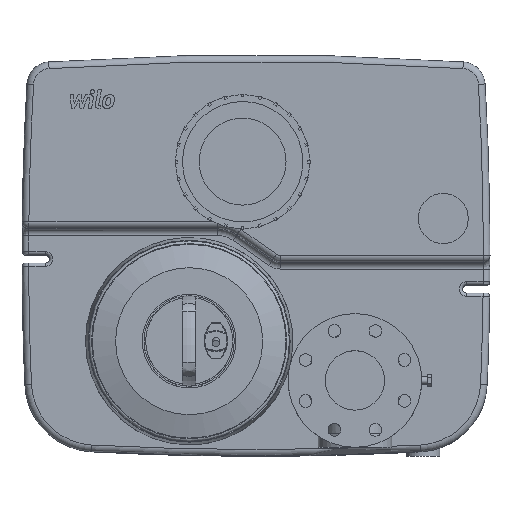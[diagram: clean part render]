
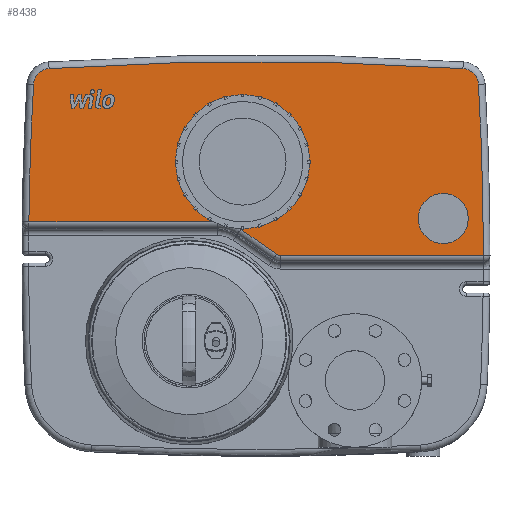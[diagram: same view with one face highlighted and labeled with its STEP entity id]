
A CAD part, top view. The second image highlights one B-rep face of the part: STEP entity #8438.
In plain terms, the highlighted planar face has unit normal (0, 0, 1).
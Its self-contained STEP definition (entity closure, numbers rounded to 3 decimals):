
#803=LINE('',#17209,#1438);
#805=LINE('',#17230,#1440);
#808=LINE('',#17254,#1443);
#1438=VECTOR('',#11584,10.);
#1440=VECTOR('',#11612,10.);
#1443=VECTOR('',#11633,10.);
#1763=PLANE('',#9396);
#1859=FACE_BOUND('',#2836,.T.);
#1860=FACE_BOUND('',#2837,.T.);
#2299=FACE_OUTER_BOUND('',#2835,.T.);
#2835=EDGE_LOOP('',(#7398,#7399,#7400,#7401,#7402,#7403,#7404,#7405,#7406,
#7407));
#2836=EDGE_LOOP('',(#7408));
#2837=EDGE_LOOP('',(#7409));
#3455=CIRCLE('',#9359,4490.);
#3459=CIRCLE('',#9366,25.);
#3461=CIRCLE('',#9369,60.);
#3464=CIRCLE('',#9373,4490.);
#3467=CIRCLE('',#9378,25.);
#3469=CIRCLE('',#9380,10.);
#3471=CIRCLE('',#9383,4490.);
#3476=CIRCLE('',#9397,37.5);
#3477=CIRCLE('',#9398,85.);
#4101=VERTEX_POINT('',#17186);
#4103=VERTEX_POINT('',#17191);
#4105=VERTEX_POINT('',#17197);
#4108=VERTEX_POINT('',#17207);
#4109=VERTEX_POINT('',#17212);
#4111=VERTEX_POINT('',#17218);
#4112=VERTEX_POINT('',#17223);
#4114=VERTEX_POINT('',#17228);
#4115=VERTEX_POINT('',#17233);
#4117=VERTEX_POINT('',#17246);
#4126=VERTEX_POINT('',#17285);
#4127=VERTEX_POINT('',#17287);
#5232=EDGE_CURVE('',#4103,#4105,#3455,.T.);
#5236=EDGE_CURVE('',#4108,#4103,#803,.T.);
#5240=EDGE_CURVE('',#4105,#4109,#3459,.T.);
#5242=EDGE_CURVE('',#4111,#4108,#3461,.T.);
#5245=EDGE_CURVE('',#4109,#4112,#3464,.T.);
#5247=EDGE_CURVE('',#4114,#4111,#805,.T.);
#5250=EDGE_CURVE('',#4112,#4115,#3467,.T.);
#5252=EDGE_CURVE('',#4117,#4114,#3469,.T.);
#5254=EDGE_CURVE('',#4115,#4101,#3471,.T.);
#5256=EDGE_CURVE('',#4101,#4117,#808,.T.);
#5271=EDGE_CURVE('',#4126,#4126,#3476,.T.);
#5272=EDGE_CURVE('',#4127,#4127,#3477,.T.);
#7398=ORIENTED_EDGE('',*,*,#5232,.F.);
#7399=ORIENTED_EDGE('',*,*,#5236,.F.);
#7400=ORIENTED_EDGE('',*,*,#5242,.F.);
#7401=ORIENTED_EDGE('',*,*,#5247,.F.);
#7402=ORIENTED_EDGE('',*,*,#5252,.F.);
#7403=ORIENTED_EDGE('',*,*,#5256,.F.);
#7404=ORIENTED_EDGE('',*,*,#5254,.F.);
#7405=ORIENTED_EDGE('',*,*,#5250,.F.);
#7406=ORIENTED_EDGE('',*,*,#5245,.F.);
#7407=ORIENTED_EDGE('',*,*,#5240,.F.);
#7408=ORIENTED_EDGE('',*,*,#5271,.T.);
#7409=ORIENTED_EDGE('',*,*,#5272,.T.);
#8438=ADVANCED_FACE('',(#2299,#1859,#1860),#1763,.T.);
#9359=AXIS2_PLACEMENT_3D('',#17201,#11574,#11575);
#9366=AXIS2_PLACEMENT_3D('',#17215,#11592,#11593);
#9369=AXIS2_PLACEMENT_3D('',#17220,#11598,#11599);
#9373=AXIS2_PLACEMENT_3D('',#17225,#11606,#11607);
#9378=AXIS2_PLACEMENT_3D('',#17235,#11618,#11619);
#9380=AXIS2_PLACEMENT_3D('',#17248,#11622,#11623);
#9383=AXIS2_PLACEMENT_3D('',#17251,#11628,#11629);
#9396=AXIS2_PLACEMENT_3D('',#17284,#11666,#11667);
#9397=AXIS2_PLACEMENT_3D('',#17286,#11668,#11669);
#9398=AXIS2_PLACEMENT_3D('',#17288,#11670,#11671);
#11574=DIRECTION('center_axis',(0.,0.,-1.));
#11575=DIRECTION('ref_axis',(-0.999,0.033,0.));
#11584=DIRECTION('',(-1.,0.,0.));
#11592=DIRECTION('center_axis',(0.,0.,-1.));
#11593=DIRECTION('ref_axis',(-0.711,0.703,0.));
#11598=DIRECTION('center_axis',(0.,0.,1.));
#11599=DIRECTION('ref_axis',(0.301,0.954,0.));
#11606=DIRECTION('center_axis',(0.,0.,-1.));
#11607=DIRECTION('ref_axis',(0.,1.,0.));
#11612=DIRECTION('',(-0.819,0.574,0.));
#11618=DIRECTION('center_axis',(0.,0.,-1.));
#11619=DIRECTION('ref_axis',(0.711,0.703,0.));
#11622=DIRECTION('center_axis',(0.,0.,-1.));
#11623=DIRECTION('ref_axis',(-0.301,-0.954,0.));
#11628=DIRECTION('center_axis',(0.,0.,-1.));
#11629=DIRECTION('ref_axis',(1.,0.027,0.));
#11633=DIRECTION('',(-1.,0.,0.));
#11666=DIRECTION('center_axis',(0.,0.,1.));
#11667=DIRECTION('ref_axis',(1.,0.,0.));
#11668=DIRECTION('center_axis',(0.,0.,-1.));
#11669=DIRECTION('ref_axis',(-1.,0.,0.));
#11670=DIRECTION('center_axis',(0.,0.,-1.));
#11671=DIRECTION('ref_axis',(0.,1.,0.));
#17186=CARTESIAN_POINT('',(340.,-300.,440.));
#17191=CARTESIAN_POINT('',(-339.722,-250.,440.));
#17197=CARTESIAN_POINT('',(-332.707,-44.194,440.));
#17201=CARTESIAN_POINT('Origin',(4150.,-300.,440.));
#17207=CARTESIAN_POINT('',(-57.183,-250.,440.));
#17209=CARTESIAN_POINT('',(-24.092,-250.,440.));
#17212=CARTESIAN_POINT('',(-309.471,-20.678,440.));
#17215=CARTESIAN_POINT('Origin',(-307.748,-45.618,440.));
#17218=CARTESIAN_POINT('',(-22.769,-260.851,440.));
#17220=CARTESIAN_POINT('Origin',(-57.183,-310.,440.));
#17223=CARTESIAN_POINT('',(309.471,-20.678,440.));
#17225=CARTESIAN_POINT('Origin',(0.,-4500.,440.));
#17228=CARTESIAN_POINT('',(30.559,-298.192,440.));
#17230=CARTESIAN_POINT('',(-11.735,-268.577,440.));
#17233=CARTESIAN_POINT('',(332.707,-44.194,440.));
#17235=CARTESIAN_POINT('Origin',(307.748,-45.618,440.));
#17246=CARTESIAN_POINT('',(36.295,-300.,440.));
#17248=CARTESIAN_POINT('Origin',(36.295,-290.,440.));
#17251=CARTESIAN_POINT('Origin',(-4150.,-300.,440.));
#17254=CARTESIAN_POINT('',(179.494,-300.,440.));
#17284=CARTESIAN_POINT('Origin',(8.999,-148.95,440.));
#17285=CARTESIAN_POINT('',(317.5,-245.,440.));
#17286=CARTESIAN_POINT('Origin',(280.,-245.,440.));
#17287=CARTESIAN_POINT('',(-20.,-75.,440.));
#17288=CARTESIAN_POINT('Origin',(-20.,-160.,440.));
